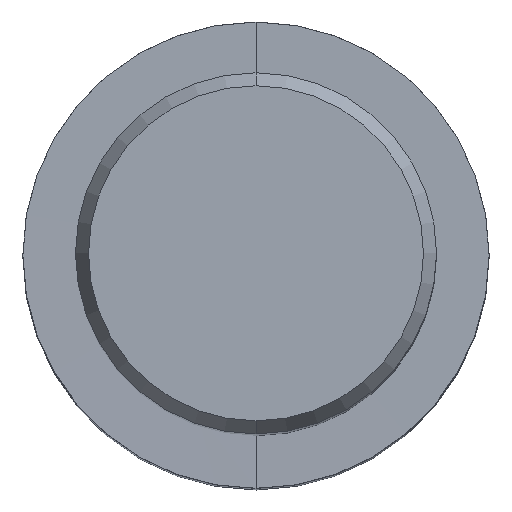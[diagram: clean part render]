
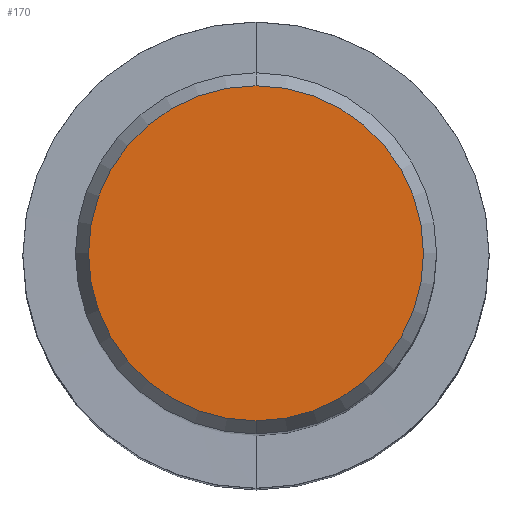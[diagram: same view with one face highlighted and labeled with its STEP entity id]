
A CAD part, top view. The second image highlights one B-rep face of the part: STEP entity #170.
In plain terms, the highlighted planar face has unit normal (0, 0, 1).
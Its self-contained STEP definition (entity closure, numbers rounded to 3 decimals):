
#170=ADVANCED_FACE('',(#357),#358,.T.);
#186=VERTEX_POINT('',#377);
#234=EDGE_CURVE('',#268,#186,#428,.T.);
#238=EDGE_CURVE('',#186,#268,#432,.T.);
#268=VERTEX_POINT('',#467);
#357=FACE_OUTER_BOUND('',#566,.T.);
#358=PLANE('',#567);
#377=CARTESIAN_POINT('',(0.0,8.837,0.01));
#428=CIRCLE('',#651,8.837);
#432=CIRCLE('',#658,8.837);
#467=CARTESIAN_POINT('',(0.,-8.837,0.01));
#566=EDGE_LOOP('',(#800,#801));
#567=AXIS2_PLACEMENT_3D('',#802,#803,#804);
#651=AXIS2_PLACEMENT_3D('',#880,#881,#882);
#658=AXIS2_PLACEMENT_3D('',#884,#885,#886);
#800=ORIENTED_EDGE('',*,*,#238,.F.);
#801=ORIENTED_EDGE('',*,*,#234,.F.);
#802=CARTESIAN_POINT('',(0.0,4.419,0.01));
#803=DIRECTION('',(-0.0,0.0,1.0));
#804=DIRECTION('',(0.0,-1.0,0.0));
#880=CARTESIAN_POINT('',(0.0,0.0,0.01));
#881=DIRECTION('',(0.0,0.0,-1.0));
#882=DIRECTION('',(0.0,1.0,0.0));
#884=CARTESIAN_POINT('',(0.0,0.0,0.01));
#885=DIRECTION('',(0.0,0.0,-1.0));
#886=DIRECTION('',(0.0,1.0,0.0));
